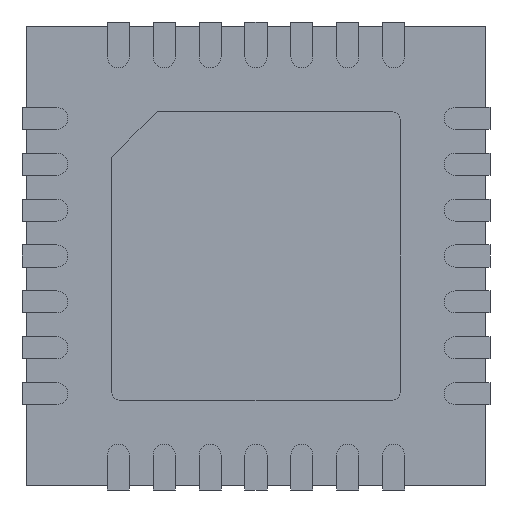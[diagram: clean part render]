
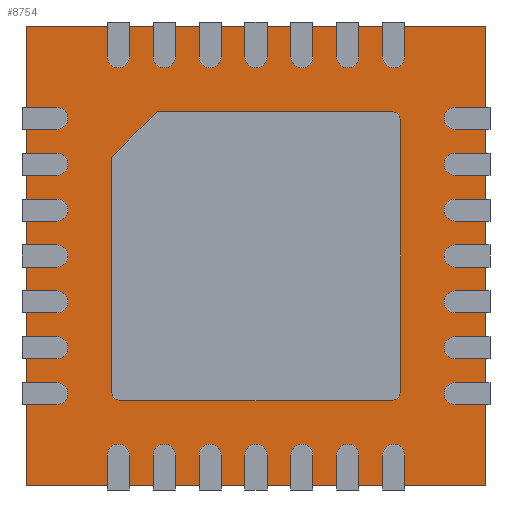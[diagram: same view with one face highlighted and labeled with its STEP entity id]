
A CAD part, front view. The second image highlights one B-rep face of the part: STEP entity #8754.
In plain terms, the highlighted planar face has unit normal (0, -1, 0).
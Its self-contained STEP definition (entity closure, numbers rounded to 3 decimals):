
#8528 = CARTESIAN_POINT ( 'NONE',  ( -2.5, 0.05, -2.5 ) ) ;
#8529 = VERTEX_POINT ( 'NONE', #8528 ) ;
#8530 = CARTESIAN_POINT ( 'NONE',  ( -2.5, 0.05, 2.5 ) ) ;
#8531 = VERTEX_POINT ( 'NONE', #8530 ) ;
#8532 = CARTESIAN_POINT ( 'NONE',  ( -2.5, 0.05, 2.5 ) ) ;
#8533 = DIRECTION ( 'NONE',  ( 0., 0., 1. ) ) ;
#8534 = VECTOR ( 'NONE', #8533, 1000. ) ;
#8535 = LINE ( 'NONE', #8532, #8534 ) ;
#8536 = EDGE_CURVE ( 'NONE', #8529, #8531, #8535, .T. ) ;
#8568 = CARTESIAN_POINT ( 'NONE',  ( 2.5, 0.05, 2.5 ) ) ;
#8569 = VERTEX_POINT ( 'NONE', #8568 ) ;
#8570 = CARTESIAN_POINT ( 'NONE',  ( 2.5, 0.05, 2.5 ) ) ;
#8571 = DIRECTION ( 'NONE',  ( 1., 0., 0. ) ) ;
#8572 = VECTOR ( 'NONE', #8571, 1000. ) ;
#8573 = LINE ( 'NONE', #8570, #8572 ) ;
#8574 = EDGE_CURVE ( 'NONE', #8531, #8569, #8573, .T. ) ;
#8599 = CARTESIAN_POINT ( 'NONE',  ( 2.5, 0.05, -2.5 ) ) ;
#8600 = VERTEX_POINT ( 'NONE', #8599 ) ;
#8601 = CARTESIAN_POINT ( 'NONE',  ( 2.5, 0.05, 2.5 ) ) ;
#8602 = DIRECTION ( 'NONE',  ( 0., 0., -1. ) ) ;
#8603 = VECTOR ( 'NONE', #8602, 1000. ) ;
#8604 = LINE ( 'NONE', #8601, #8603 ) ;
#8605 = EDGE_CURVE ( 'NONE', #8569, #8600, #8604, .T. ) ;
#8630 = CARTESIAN_POINT ( 'NONE',  ( 2.5, 0.05, -2.5 ) ) ;
#8631 = DIRECTION ( 'NONE',  ( -1., 0., 0. ) ) ;
#8632 = VECTOR ( 'NONE', #8631, 1000. ) ;
#8633 = LINE ( 'NONE', #8630, #8632 ) ;
#8634 = EDGE_CURVE ( 'NONE', #8600, #8529, #8633, .T. ) ;
#8674 = CARTESIAN_POINT ( 'NONE',  ( 1.575, 0.05, -1.475 ) ) ;
#8675 = VERTEX_POINT ( 'NONE', #8674 ) ;
#8676 = CARTESIAN_POINT ( 'NONE',  ( 1.575, 0.05, 1.475 ) ) ;
#8677 = VERTEX_POINT ( 'NONE', #8676 ) ;
#8678 = CARTESIAN_POINT ( 'NONE',  ( 1.575, 0.05, -1.575 ) ) ;
#8679 = DIRECTION ( 'NONE',  ( 0., 0., 1. ) ) ;
#8680 = VECTOR ( 'NONE', #8679, 1000. ) ;
#8681 = LINE ( 'NONE', #8678, #8680 ) ;
#8682 = EDGE_CURVE ( 'NONE', #8675, #8677, #8681, .T. ) ;
#8683 = ORIENTED_EDGE ( 'NONE', *, *, #8682, .F. ) ;
#8684 = CARTESIAN_POINT ( 'NONE',  ( 1.475, 0.05, -1.575 ) ) ;
#8685 = VERTEX_POINT ( 'NONE', #8684 ) ;
#8686 = CARTESIAN_POINT ( 'NONE',  ( 1.475, 0.05, -1.475 ) ) ;
#8687 = DIRECTION ( 'NONE',  ( 0., 1., 0. ) ) ;
#8688 = DIRECTION ( 'NONE',  ( 0., 0., -1. ) ) ;
#8689 = AXIS2_PLACEMENT_3D ( 'NONE', #8686, #8687, #8688 ) ;
#8690 = CIRCLE ( 'NONE', #8689, 0.1) ;
#8691 = EDGE_CURVE ( 'NONE', #8675, #8685, #8690, .T. ) ;
#8692 = ORIENTED_EDGE ( 'NONE', *, *, #8691, .T. ) ;
#8693 = CARTESIAN_POINT ( 'NONE',  ( -1.475, 0.05, -1.575 ) ) ;
#8694 = VERTEX_POINT ( 'NONE', #8693 ) ;
#8695 = CARTESIAN_POINT ( 'NONE',  ( -1.575, 0.05, -1.575 ) ) ;
#8696 = DIRECTION ( 'NONE',  ( 1., 0., 0. ) ) ;
#8697 = VECTOR ( 'NONE', #8696, 1000. ) ;
#8698 = LINE ( 'NONE', #8695, #8697 ) ;
#8699 = EDGE_CURVE ( 'NONE', #8694, #8685, #8698, .T. ) ;
#8700 = ORIENTED_EDGE ( 'NONE', *, *, #8699, .F. ) ;
#8701 = CARTESIAN_POINT ( 'NONE',  ( -1.575, 0.05, -1.475 ) ) ;
#8702 = VERTEX_POINT ( 'NONE', #8701 ) ;
#8703 = CARTESIAN_POINT ( 'NONE',  ( -1.475, 0.05, -1.475 ) ) ;
#8704 = DIRECTION ( 'NONE',  ( 0., 1., 0. ) ) ;
#8705 = DIRECTION ( 'NONE',  ( 0., 0., -1. ) ) ;
#8706 = AXIS2_PLACEMENT_3D ( 'NONE', #8703, #8704, #8705 ) ;
#8707 = CIRCLE ( 'NONE', #8706, 0.1) ;
#8708 = EDGE_CURVE ( 'NONE', #8694, #8702, #8707, .T. ) ;
#8709 = ORIENTED_EDGE ( 'NONE', *, *, #8708, .T. ) ;
#8710 = CARTESIAN_POINT ( 'NONE',  ( -1.575, 0.05, 1.075 ) ) ;
#8711 = VERTEX_POINT ( 'NONE', #8710 ) ;
#8712 = CARTESIAN_POINT ( 'NONE',  ( -1.575, 0.05, -1.575 ) ) ;
#8713 = DIRECTION ( 'NONE',  ( 0., 0., -1. ) ) ;
#8714 = VECTOR ( 'NONE', #8713, 1000. ) ;
#8715 = LINE ( 'NONE', #8712, #8714 ) ;
#8716 = EDGE_CURVE ( 'NONE', #8711, #8702, #8715, .T. ) ;
#8717 = ORIENTED_EDGE ( 'NONE', *, *, #8716, .F. ) ;
#8718 = CARTESIAN_POINT ( 'NONE',  ( -1.075, 0.05, 1.575 ) ) ;
#8719 = VERTEX_POINT ( 'NONE', #8718 ) ;
#8720 = CARTESIAN_POINT ( 'NONE',  ( -1.575, 0.05, 1.075 ) ) ;
#8721 = DIRECTION ( 'NONE',  ( 0.707, 0., 0.707 ) ) ;
#8722 = VECTOR ( 'NONE', #8721, 1000. ) ;
#8723 = LINE ( 'NONE', #8720, #8722 ) ;
#8724 = EDGE_CURVE ( 'NONE', #8711, #8719, #8723, .T. ) ;
#8725 = ORIENTED_EDGE ( 'NONE', *, *, #8724, .T. ) ;
#8726 = CARTESIAN_POINT ( 'NONE',  ( 1.475, 0.05, 1.575 ) ) ;
#8727 = VERTEX_POINT ( 'NONE', #8726 ) ;
#8728 = CARTESIAN_POINT ( 'NONE',  ( -1.575, 0.05, 1.575 ) ) ;
#8729 = DIRECTION ( 'NONE',  ( -1., 0., 0. ) ) ;
#8730 = VECTOR ( 'NONE', #8729, 1000. ) ;
#8731 = LINE ( 'NONE', #8728, #8730 ) ;
#8732 = EDGE_CURVE ( 'NONE', #8727, #8719, #8731, .T. ) ;
#8733 = ORIENTED_EDGE ( 'NONE', *, *, #8732, .F. ) ;
#8734 = CARTESIAN_POINT ( 'NONE',  ( 1.475, 0.05, 1.475 ) ) ;
#8735 = DIRECTION ( 'NONE',  ( 0., 1., 0. ) ) ;
#8736 = DIRECTION ( 'NONE',  ( 0., 0., -1. ) ) ;
#8737 = AXIS2_PLACEMENT_3D ( 'NONE', #8734, #8735, #8736 ) ;
#8738 = CIRCLE ( 'NONE', #8737, 0.1) ;
#8739 = EDGE_CURVE ( 'NONE', #8727, #8677, #8738, .T. ) ;
#8740 = ORIENTED_EDGE ( 'NONE', *, *, #8739, .T. ) ;
#8741 = EDGE_LOOP ( 'NONE', ( #8683, #8692, #8700, #8709, #8717, #8725, #8733, #8740 ) ) ;
#8742 = FACE_BOUND ( 'NONE', #8741, .T. ) ;
#8743 = ORIENTED_EDGE ( 'NONE', *, *, #8536, .F. ) ;
#8744 = ORIENTED_EDGE ( 'NONE', *, *, #8634, .F. ) ;
#8745 = ORIENTED_EDGE ( 'NONE', *, *, #8605, .F. ) ;
#8746 = ORIENTED_EDGE ( 'NONE', *, *, #8574, .F. ) ;
#8747 = EDGE_LOOP ( 'NONE', ( #8743, #8744, #8745, #8746 ) ) ;
#8748 = FACE_OUTER_BOUND ( 'NONE', #8747, .T. ) ;
#8749 = CARTESIAN_POINT ( 'NONE',  ( 0., 0.05, 0. ) ) ;
#8750 = DIRECTION ( 'NONE',  ( 0., 1., 0. ) ) ;
#8751 = DIRECTION ( 'NONE',  ( 0., 0., 1. ) ) ;
#8752 = AXIS2_PLACEMENT_3D ( 'NONE', #8749, #8750, #8751 ) ;
#8753 = PLANE ( 'NONE', #8752 ) ;
#8754 = ADVANCED_FACE ( 'NONE', ( #8742, #8748 ), #8753, .F. ) ;
